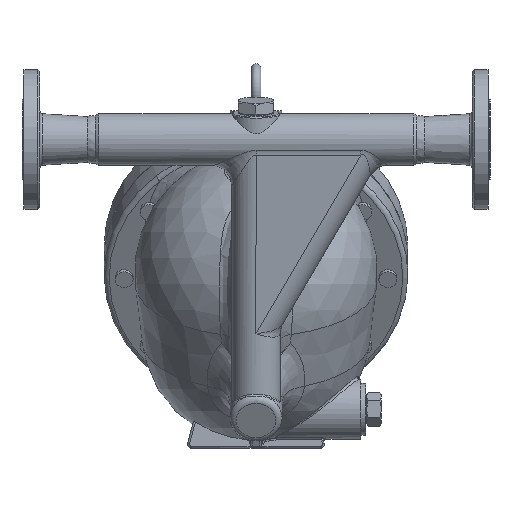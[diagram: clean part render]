
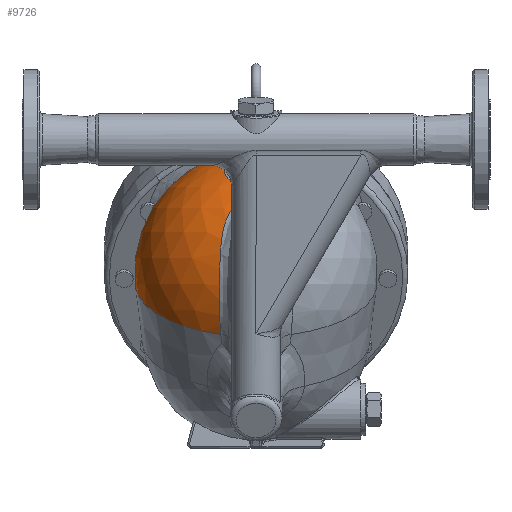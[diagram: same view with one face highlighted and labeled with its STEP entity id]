
A CAD part, left-side view. The second image highlights one B-rep face of the part: STEP entity #9726.
In plain terms, the highlighted spherical face has radius 122 mm.
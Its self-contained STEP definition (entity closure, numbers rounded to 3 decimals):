
#4162=CARTESIAN_POINT('',(130.124,99.481,-114.408));
#4163=VERTEX_POINT('',#4162);
#4171=CARTESIAN_POINT('',(79.051,55.924,-25.947));
#4172=VERTEX_POINT('',#4171);
#4173=CARTESIAN_POINT('',(121.154,0.,-98.873));
#4174=DIRECTION('',(0.866,0.,0.5));
#4175=DIRECTION('',(-0.089,-0.984,0.154));
#4176=AXIS2_PLACEMENT_3D('',#4173,#4174,#4175);
#4177=CIRCLE('',#4176,101.086);
#4178=EDGE_CURVE('',#4163,#4172,#4177,.T.);
#9599=CARTESIAN_POINT('',(62.,0.0,-133.025));
#9600=DIRECTION('',(0.0,0.0,1.0));
#9601=DIRECTION('',(1.0,0.0,0.0));
#9602=AXIS2_PLACEMENT_3D('',#9599,#9600,#9601);
#9603=SPHERICAL_SURFACE('',#9602,122.);
#9604=CARTESIAN_POINT('',(-37.208,20.03,-64.904));
#9605=VERTEX_POINT('',#9604);
#9606=CARTESIAN_POINT('',(-36.436,35.429,-195.787));
#9607=VERTEX_POINT('',#9606);
#9608=CARTESIAN_POINT('',(-37.208,20.03,-64.904));
#9609=CARTESIAN_POINT('',(-37.482,20.588,-65.468));
#9610=CARTESIAN_POINT('',(-38.041,21.663,-66.629));
#9611=CARTESIAN_POINT('',(-39.18,23.638,-69.052));
#9612=CARTESIAN_POINT('',(-40.645,25.832,-72.287));
#9613=CARTESIAN_POINT('',(-42.12,27.692,-75.744));
#9614=CARTESIAN_POINT('',(-43.283,28.998,-78.612));
#9615=CARTESIAN_POINT('',(-44.236,29.989,-81.049));
#9616=CARTESIAN_POINT('',(-45.257,30.961,-83.781));
#9617=CARTESIAN_POINT('',(-46.325,31.883,-86.799));
#9618=CARTESIAN_POINT('',(-48.026,33.22,-91.908));
#9619=CARTESIAN_POINT('',(-50.482,34.786,-100.344));
#9620=CARTESIAN_POINT('',(-52.554,35.706,-110.187));
#9621=CARTESIAN_POINT('',(-53.6,36.079,-117.935));
#9622=CARTESIAN_POINT('',(-54.027,36.22,-122.369));
#9623=CARTESIAN_POINT('',(-54.338,36.323,-126.794));
#9624=CARTESIAN_POINT('',(-54.508,36.392,-132.349));
#9625=CARTESIAN_POINT('',(-54.373,36.416,-137.924));
#9626=CARTESIAN_POINT('',(-54.076,36.423,-142.375));
#9627=CARTESIAN_POINT('',(-53.443,36.425,-149.038));
#9628=CARTESIAN_POINT('',(-52.239,36.424,-156.191));
#9629=CARTESIAN_POINT('',(-50.354,36.424,-163.72));
#9630=CARTESIAN_POINT('',(-48.46,36.413,-170.123));
#9631=CARTESIAN_POINT('',(-45.584,36.357,-177.987));
#9632=CARTESIAN_POINT('',(-41.383,36.107,-187.118));
#9633=CARTESIAN_POINT('',(-38.145,35.713,-192.947));
#9634=CARTESIAN_POINT('',(-36.436,35.429,-195.787));
#9635=B_SPLINE_CURVE_WITH_KNOTS('',3,(#9608,#9609,#9610,#9611,#9612,#9613,#9614,#9615,#9616,#9617,#9618,#9619,#9620,#9621,#9622,#9623,#9624,#9625,#9626,#9627,#9628,#9629,#9630,#9631,#9632,#9633,#9634),.UNSPECIFIED.,.F.,.U.,(4,1,1,1,1,1,1,1,1,1,1,1,1,1,1,1,1,1,1,1,1,1,1,1,4),(-69.263,-68.978,-68.694,-68.126,-67.557,-67.273,-66.988,-66.609,-66.23,-65.851,-64.714,-63.198,-62.44,-62.061,-61.682,-60.924,-60.166,-59.787,-59.408,-57.892,-57.323,-56.755,-55.618,-54.481,-53.344),.UNSPECIFIED.);
#9636=EDGE_CURVE('',#9605,#9607,#9635,.T.);
#9637=ORIENTED_EDGE('',*,*,#9636,.F.);
#9638=CARTESIAN_POINT('',(-21.022,20.03,-45.904));
#9639=VERTEX_POINT('',#9638);
#9640=CARTESIAN_POINT('',(62.,20.03,-133.025));
#9641=DIRECTION('',(0.0,-1.,0.0));
#9642=DIRECTION('',(0.767,0.0,-0.642));
#9643=AXIS2_PLACEMENT_3D('',#9640,#9641,#9642);
#9644=CIRCLE('',#9643,120.345);
#9645=EDGE_CURVE('',#9639,#9605,#9644,.T.);
#9646=ORIENTED_EDGE('',*,*,#9645,.F.);
#9647=CARTESIAN_POINT('',(20.869,26.968,-21.379));
#9648=VERTEX_POINT('',#9647);
#9649=CARTESIAN_POINT('',(20.869,26.968,-21.379));
#9650=CARTESIAN_POINT('',(20.422,27.251,-21.612));
#9651=CARTESIAN_POINT('',(19.341,27.897,-22.177));
#9652=CARTESIAN_POINT('',(16.929,29.153,-23.448));
#9653=CARTESIAN_POINT('',(13.554,30.486,-25.251));
#9654=CARTESIAN_POINT('',(8.956,31.622,-27.759));
#9655=CARTESIAN_POINT('',(4.72,31.991,-30.129));
#9656=CARTESIAN_POINT('',(1.466,31.845,-31.993));
#9657=CARTESIAN_POINT('',(-0.383,31.641,-33.065));
#9658=CARTESIAN_POINT('',(-2.227,31.355,-34.142));
#9659=CARTESIAN_POINT('',(-4.51,30.845,-35.493));
#9660=CARTESIAN_POINT('',(-7.64,29.851,-37.376));
#9661=CARTESIAN_POINT('',(-10.433,28.61,-39.092));
#9662=CARTESIAN_POINT('',(-12.887,27.215,-40.628));
#9663=CARTESIAN_POINT('',(-15.273,25.639,-42.14));
#9664=CARTESIAN_POINT('',(-17.523,23.802,-43.593));
#9665=CARTESIAN_POINT('',(-19.591,21.722,-44.952));
#9666=CARTESIAN_POINT('',(-20.557,20.607,-45.593));
#9667=CARTESIAN_POINT('',(-21.022,20.03,-45.904));
#9668=B_SPLINE_CURVE_WITH_KNOTS('',3,(#9649,#9650,#9651,#9652,#9653,#9654,#9655,#9656,#9657,#9658,#9659,#9660,#9661,#9662,#9663,#9664,#9665,#9666,#9667),.UNSPECIFIED.,.F.,.U.,(4,1,1,1,1,1,1,1,1,1,1,1,1,1,1,1,4),(-22.914,-22.73,-22.473,-21.96,-21.446,-20.762,-20.42,-20.248,-20.077,-19.735,-19.393,-18.879,-18.623,-18.366,-17.852,-17.596,-17.339),.UNSPECIFIED.);
#9669=EDGE_CURVE('',#9648,#9639,#9668,.T.);
#9670=ORIENTED_EDGE('',*,*,#9669,.F.);
#9671=CARTESIAN_POINT('',(30.885,16.892,-16.276));
#9672=VERTEX_POINT('',#9671);
#9673=CARTESIAN_POINT('',(30.885,16.892,-16.276));
#9674=CARTESIAN_POINT('',(30.472,17.554,-16.482));
#9675=CARTESIAN_POINT('',(29.605,18.836,-16.915));
#9676=CARTESIAN_POINT('',(27.698,21.257,-17.873));
#9677=CARTESIAN_POINT('',(25.012,23.994,-19.236));
#9678=CARTESIAN_POINT('',(22.456,25.945,-20.553));
#9679=CARTESIAN_POINT('',(21.044,26.857,-21.288));
#9680=CARTESIAN_POINT('',(20.869,26.968,-21.379));
#9681=B_SPLINE_CURVE_WITH_KNOTS('',3,(#9673,#9674,#9675,#9676,#9677,#9678,#9679,#9680),.UNSPECIFIED.,.F.,.U.,(4,1,1,1,1,4),(-24.527,-24.27,-24.013,-23.5,-22.987,-22.914),.UNSPECIFIED.);
#9682=EDGE_CURVE('',#9672,#9648,#9681,.T.);
#9683=ORIENTED_EDGE('',*,*,#9682,.F.);
#9684=CARTESIAN_POINT('',(79.293,16.892,-13.444));
#9685=VERTEX_POINT('',#9684);
#9686=CARTESIAN_POINT('',(62.,16.892,-133.025));
#9687=DIRECTION('',(0.0,-1.0,0.0));
#9688=DIRECTION('',(-0.046,0.0,0.999));
#9689=AXIS2_PLACEMENT_3D('',#9686,#9687,#9688);
#9690=CIRCLE('',#9689,120.825);
#9691=EDGE_CURVE('',#9685,#9672,#9690,.T.);
#9692=ORIENTED_EDGE('',*,*,#9691,.F.);
#9693=CARTESIAN_POINT('',(78.331,43.777,-20.327));
#9694=VERTEX_POINT('',#9693);
#9695=CARTESIAN_POINT('',(79.293,16.892,-13.444));
#9696=CARTESIAN_POINT('',(79.199,22.292,-14.194));
#9697=CARTESIAN_POINT('',(79.055,27.733,-15.319));
#9698=CARTESIAN_POINT('',(78.848,33.078,-16.81));
#9699=CARTESIAN_POINT('',(78.707,36.7,-17.821));
#9700=CARTESIAN_POINT('',(78.537,40.279,-18.998));
#9701=CARTESIAN_POINT('',(78.331,43.777,-20.327));
#9702=B_SPLINE_CURVE_WITH_KNOTS('',3,(#9695,#9696,#9697,#9698,#9699,#9700,#9701),.UNSPECIFIED.,.F.,.U.,(4,3,4),(18.889,20.434,21.48),.UNSPECIFIED.);
#9703=EDGE_CURVE('',#9685,#9694,#9702,.T.);
#9704=ORIENTED_EDGE('',*,*,#9703,.T.);
#9705=CARTESIAN_POINT('',(78.331,43.777,-20.327));
#9706=CARTESIAN_POINT('',(78.311,44.116,-20.456));
#9707=CARTESIAN_POINT('',(78.297,44.455,-20.588));
#9708=CARTESIAN_POINT('',(78.206,47.751,-21.889));
#9709=CARTESIAN_POINT('',(78.462,51.565,-23.581));
#9710=CARTESIAN_POINT('',(79.044,55.872,-25.919));
#9711=CARTESIAN_POINT('',(79.047,55.898,-25.933));
#9712=CARTESIAN_POINT('',(79.051,55.924,-25.947));
#9713=B_SPLINE_CURVE_WITH_KNOTS('',3,(#9705,#9706,#9707,#9708,#9709,#9710,#9711,#9712),.UNSPECIFIED.,.F.,.U.,(4,2,2,4),(0.0,0.109,1.063,1.069),.UNSPECIFIED.);
#9714=EDGE_CURVE('',#4172,#9694,#9713,.F.);
#9715=ORIENTED_EDGE('',*,*,#9714,.F.);
#9716=ORIENTED_EDGE('',*,*,#4178,.F.);
#9717=CARTESIAN_POINT('',(67.785,0.0,-144.866));
#9718=DIRECTION('',(0.439,0.0,-0.898));
#9719=DIRECTION('',(-0.898,0.0,-0.439));
#9720=AXIS2_PLACEMENT_3D('',#9717,#9718,#9719);
#9721=CIRCLE('',#9720,121.286);
#9722=EDGE_CURVE('',#9607,#4163,#9721,.T.);
#9723=ORIENTED_EDGE('',*,*,#9722,.F.);
#9724=EDGE_LOOP('',(#9637,#9646,#9670,#9683,#9692,#9704,#9715,#9716,#9723));
#9725=FACE_OUTER_BOUND('',#9724,.T.);
#9726=ADVANCED_FACE('',(#9725),#9603,.T.);
